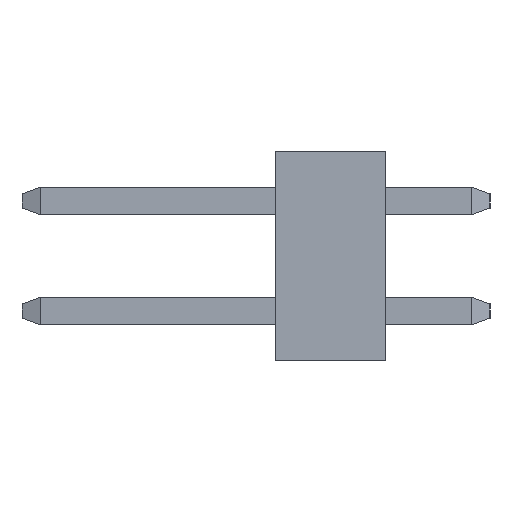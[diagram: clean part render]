
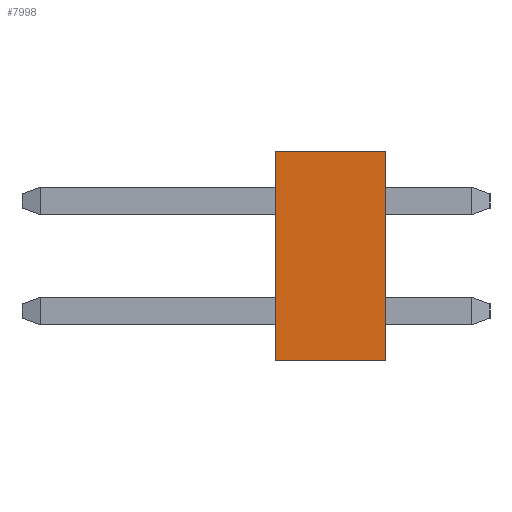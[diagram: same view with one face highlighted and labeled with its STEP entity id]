
A CAD part, left-side view. The second image highlights one B-rep face of the part: STEP entity #7998.
In plain terms, the highlighted planar face has unit normal (-1, 0, 0).
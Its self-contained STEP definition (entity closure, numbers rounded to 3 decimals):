
#882 = LINE ( 'NONE', #6273, #12193 ) ;
#1199 = EDGE_CURVE ( 'NONE', #5870, #9376, #3514, .T. ) ;
#1314 = FACE_OUTER_BOUND ( 'NONE', #7473, .T. ) ;
#1456 = DIRECTION ( 'NONE',  ( 0., 0., -1. ) ) ;
#2047 = EDGE_CURVE ( 'NONE', #9376, #4529, #6820, .T. ) ;
#2067 = ORIENTED_EDGE ( 'NONE', *, *, #12809, .F. ) ;
#2525 = DIRECTION ( 'NONE',  ( 0., -1., 0. ) ) ;
#2668 = VERTEX_POINT ( 'NONE', #4708 ) ;
#3290 = CARTESIAN_POINT ( 'NONE',  ( -12.7, 0., 2.415 ) ) ;
#3340 = DIRECTION ( 'NONE',  ( 0., -1., 0. ) ) ;
#3349 = DIRECTION ( 'NONE',  ( 1., 0., 0. ) ) ;
#3514 = LINE ( 'NONE', #3723, #6636 ) ;
#3723 = CARTESIAN_POINT ( 'NONE',  ( -12.7, 2.55, -2.415 ) ) ;
#4200 = CARTESIAN_POINT ( 'NONE',  ( -12.7, 0., -2.415 ) ) ;
#4521 = ORIENTED_EDGE ( 'NONE', *, *, #1199, .T. ) ;
#4529 = VERTEX_POINT ( 'NONE', #3290 ) ;
#4708 = CARTESIAN_POINT ( 'NONE',  ( -12.7, 2.55, 2.415 ) ) ;
#5870 = VERTEX_POINT ( 'NONE', #7027 ) ;
#5964 = ORIENTED_EDGE ( 'NONE', *, *, #2047, .T. ) ;
#6273 = CARTESIAN_POINT ( 'NONE',  ( -12.7, 2.55, -2.415 ) ) ;
#6636 = VECTOR ( 'NONE', #2525, 1000. ) ;
#6820 = LINE ( 'NONE', #7943, #11129 ) ;
#6920 = ORIENTED_EDGE ( 'NONE', *, *, #8067, .F. ) ;
#7027 = CARTESIAN_POINT ( 'NONE',  ( -12.7, 2.55, -2.415 ) ) ;
#7473 = EDGE_LOOP ( 'NONE', ( #5964, #2067, #6920, #4521 ) ) ;
#7943 = CARTESIAN_POINT ( 'NONE',  ( -12.7, 0., -2.415 ) ) ;
#7998 = ADVANCED_FACE ( 'NONE', ( #1314 ), #10969, .F. ) ;
#8067 = EDGE_CURVE ( 'NONE', #5870, #2668, #882, .T. ) ;
#8231 = VECTOR ( 'NONE', #3340, 1000. ) ;
#8555 = CARTESIAN_POINT ( 'NONE',  ( -12.7, 2.55, 2.415 ) ) ;
#9376 = VERTEX_POINT ( 'NONE', #4200 ) ;
#10631 = AXIS2_PLACEMENT_3D ( 'NONE', #12926, #3349, #1456 ) ;
#10969 = PLANE ( 'NONE',  #10631 ) ;
#11129 = VECTOR ( 'NONE', #12113, 1000. ) ;
#12113 = DIRECTION ( 'NONE',  ( 0., 0., 1. ) ) ;
#12193 = VECTOR ( 'NONE', #13265, 1000. ) ;
#12715 = LINE ( 'NONE', #8555, #8231 ) ;
#12809 = EDGE_CURVE ( 'NONE', #2668, #4529, #12715, .T. ) ;
#12926 = CARTESIAN_POINT ( 'NONE',  ( -12.7, 2.55, -2.415 ) ) ;
#13265 = DIRECTION ( 'NONE',  ( 0., 0., 1. ) ) ;
